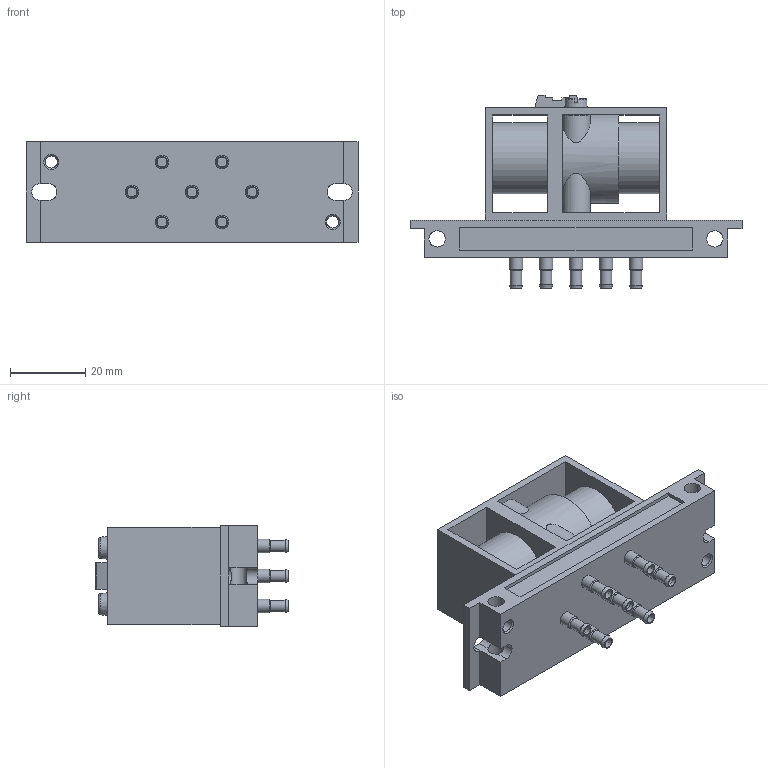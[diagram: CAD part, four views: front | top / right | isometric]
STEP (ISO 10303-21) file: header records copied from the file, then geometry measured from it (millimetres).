
FILE_DESCRIPTION(/* description */ ('STEP AP214'),/* implementation_level */ '2;1');
FILE_NAME(/* name */ '10772_J-3-PK-3',/* time_stamp */ '2024-08-27T09:22:44+02:00',/* author */ ('License CC BY-ND 4.0'),/* organization */ ('CADENAS'),/* preprocessor_version */ 'ST-DEVELOPER v19.3',/* originating_system */ 'PARTsolutions',/* authorisation */ ' ');
FILE_SCHEMA (('AUTOMOTIVE_DESIGN {1 0 10303 214 3 1 1}'));
Length unit declared in the file: millimetre
Products named in the file (1): 10772 J-3-PK-3
Bounding box: 88.5 x 51.6 x 26.8 mm (x, y, z)
Volume: 45814.9 mm3; surface area: 17551.6 mm2
Topology: 1 solids, 1 shells, 154 faces, 374 edges, 244 vertices
Faces by surface type: plane 88, cylinder 42, cone 20, torus 4
Full cylindrical faces by diameter (mm): 2.5 x7, 3 x7, 3.242 x4, 3.6 x7, 4.4 x2, 19 x2
Entity records: 5548 total; most frequent: CARTESIAN_POINT 959, DIRECTION 712, ORIENTED_EDGE 636, EDGE_CURVE 318, AXIS2_PLACEMENT_3D 267, EDGE_LOOP 254, FACE_BOUND 254, VERTEX_POINT 238
